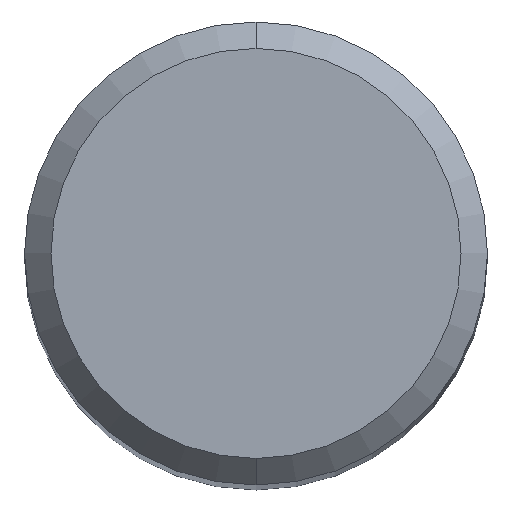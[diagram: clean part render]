
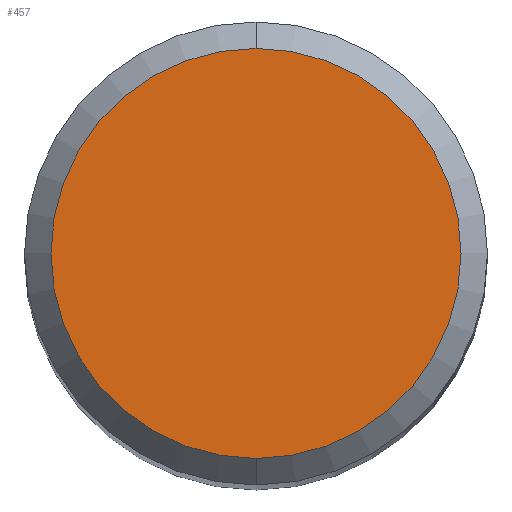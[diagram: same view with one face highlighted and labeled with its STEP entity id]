
A CAD part, top view. The second image highlights one B-rep face of the part: STEP entity #457.
In plain terms, the highlighted planar face has unit normal (0, 0, 1).
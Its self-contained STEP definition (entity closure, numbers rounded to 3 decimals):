
#221=EDGE_CURVE('',#279,#581,#608,.T.);
#227=EDGE_CURVE('',#581,#279,#614,.T.);
#279=VERTEX_POINT('',#675);
#457=ADVANCED_FACE('',(#875),#876,.T.);
#581=VERTEX_POINT('',#1008);
#608=CIRCLE('',#1031,3.1);
#614=CIRCLE('',#1039,3.1);
#675=CARTESIAN_POINT('',(0.,-3.1,0.0));
#875=FACE_OUTER_BOUND('',#1522,.T.);
#876=PLANE('',#1523);
#1008=CARTESIAN_POINT('',(0.0,3.1,0.0));
#1031=AXIS2_PLACEMENT_3D('',#1776,#1777,#1778);
#1039=AXIS2_PLACEMENT_3D('',#1782,#1783,#1784);
#1522=EDGE_LOOP('',(#2126,#2127));
#1523=AXIS2_PLACEMENT_3D('',#2128,#2129,#2130);
#1776=CARTESIAN_POINT('',(0.0,0.0,0.0));
#1777=DIRECTION('',(0.0,0.0,-1.0));
#1778=DIRECTION('',(0.0,1.0,0.0));
#1782=CARTESIAN_POINT('',(0.0,0.0,0.0));
#1783=DIRECTION('',(0.0,0.0,-1.0));
#1784=DIRECTION('',(0.0,1.0,0.0));
#2126=ORIENTED_EDGE('',*,*,#227,.F.);
#2127=ORIENTED_EDGE('',*,*,#221,.F.);
#2128=CARTESIAN_POINT('',(0.0,1.55,0.0));
#2129=DIRECTION('',(-0.0,0.0,1.0));
#2130=DIRECTION('',(0.0,-1.0,0.0));
